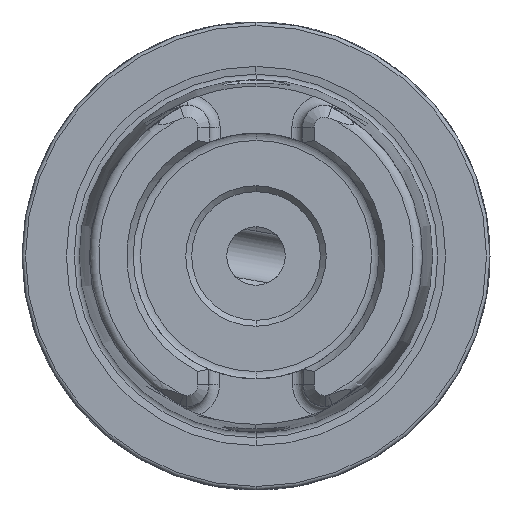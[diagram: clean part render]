
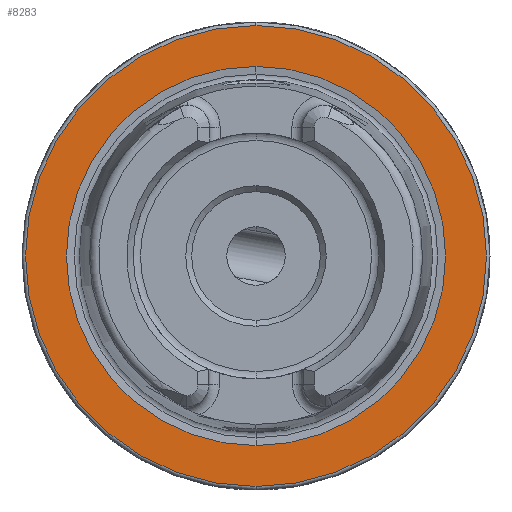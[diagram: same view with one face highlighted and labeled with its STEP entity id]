
A CAD part, left-side view. The second image highlights one B-rep face of the part: STEP entity #8283.
In plain terms, the highlighted planar face has unit normal (-1, 0, 0).
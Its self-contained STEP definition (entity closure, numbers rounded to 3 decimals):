
#669 = DIRECTION ( 'NONE',  ( -1., 0., 0. ) ) ;
#753 = EDGE_CURVE ( 'NONE', #16018, #10023, #6269, .T. ) ;
#1498 = DIRECTION ( 'NONE',  ( -1., 0., 0. ) ) ;
#2163 = AXIS2_PLACEMENT_3D ( 'NONE', #13992, #1498, #5235 ) ;
#2570 = AXIS2_PLACEMENT_3D ( 'NONE', #5668, #669, #9402 ) ;
#3481 = CARTESIAN_POINT ( 'NONE',  ( 0., 0., -16.207 ) ) ;
#4144 = EDGE_LOOP ( 'NONE', ( #9662, #7948 ) ) ;
#4270 = FACE_BOUND ( 'NONE', #9051, .T. ) ;
#4771 = DIRECTION ( 'NONE',  ( -1., 0., 0. ) ) ;
#4913 = AXIS2_PLACEMENT_3D ( 'NONE', #11750, #14314, #6544 ) ;
#5016 = AXIS2_PLACEMENT_3D ( 'NONE', #12077, #4771, #10138 ) ;
#5235 = DIRECTION ( 'NONE',  ( 0., 0., 1. ) ) ;
#5330 = VERTEX_POINT ( 'NONE', #12282 ) ;
#5668 = CARTESIAN_POINT ( 'NONE',  ( 0., 0., 0. ) ) ;
#5960 = DIRECTION ( 'NONE',  ( 1., 0., 0. ) ) ;
#6029 = CIRCLE ( 'NONE', #4913, 19.7 ) ;
#6242 = ORIENTED_EDGE ( 'NONE', *, *, #753, .F. ) ;
#6269 = CIRCLE ( 'NONE', #5016, 16.207 ) ;
#6456 = VERTEX_POINT ( 'NONE', #13019 ) ;
#6544 = DIRECTION ( 'NONE',  ( 0., 0., 1. ) ) ;
#7229 = DIRECTION ( 'NONE',  ( 0., 0., -1. ) ) ;
#7948 = ORIENTED_EDGE ( 'NONE', *, *, #8984, .T. ) ;
#8283 = ADVANCED_FACE ( 'NONE', ( #4270, #8363 ), #13391, .F. ) ;
#8363 = FACE_OUTER_BOUND ( 'NONE', #4144, .T. ) ;
#8984 = EDGE_CURVE ( 'NONE', #6456, #5330, #10484, .T. ) ;
#9051 = EDGE_LOOP ( 'NONE', ( #6242, #14998 ) ) ;
#9402 = DIRECTION ( 'NONE',  ( 0., 0., 1. ) ) ;
#9662 = ORIENTED_EDGE ( 'NONE', *, *, #13899, .T. ) ;
#9788 = CIRCLE ( 'NONE', #2570, 16.207 ) ;
#10023 = VERTEX_POINT ( 'NONE', #3481 ) ;
#10138 = DIRECTION ( 'NONE',  ( 0., 0., 1. ) ) ;
#10484 = CIRCLE ( 'NONE', #2163, 19.7 ) ;
#11481 = AXIS2_PLACEMENT_3D ( 'NONE', #13501, #5960, #7229 ) ;
#11750 = CARTESIAN_POINT ( 'NONE',  ( 0., 0., 0. ) ) ;
#11810 = CARTESIAN_POINT ( 'NONE',  ( 0., 0., 16.207 ) ) ;
#12077 = CARTESIAN_POINT ( 'NONE',  ( 0., 0., 0. ) ) ;
#12282 = CARTESIAN_POINT ( 'NONE',  ( 0., 0., 19.7 ) ) ;
#13019 = CARTESIAN_POINT ( 'NONE',  ( 0., 0., -19.7 ) ) ;
#13391 = PLANE ( 'NONE',  #11481 ) ;
#13418 = EDGE_CURVE ( 'NONE', #10023, #16018, #9788, .T. ) ;
#13501 = CARTESIAN_POINT ( 'NONE',  ( 0., 19.7, 0. ) ) ;
#13899 = EDGE_CURVE ( 'NONE', #5330, #6456, #6029, .T. ) ;
#13992 = CARTESIAN_POINT ( 'NONE',  ( 0., 0., 0. ) ) ;
#14314 = DIRECTION ( 'NONE',  ( -1., 0., 0. ) ) ;
#14998 = ORIENTED_EDGE ( 'NONE', *, *, #13418, .F. ) ;
#16018 = VERTEX_POINT ( 'NONE', #11810 ) ;
